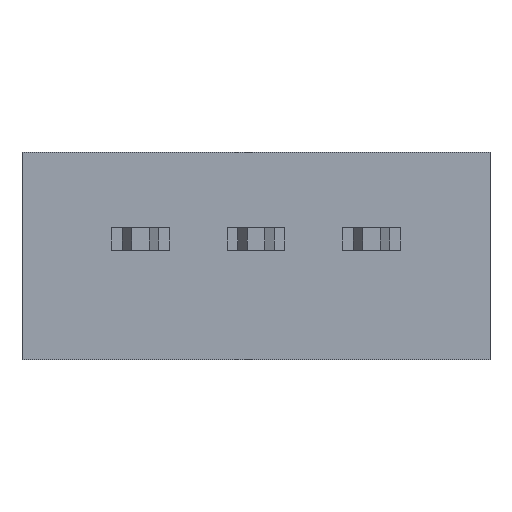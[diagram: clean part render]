
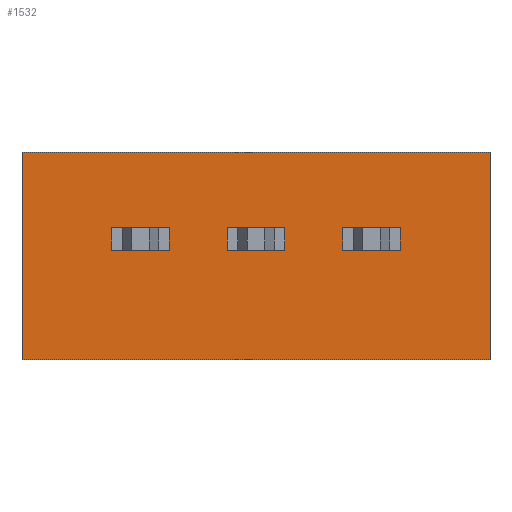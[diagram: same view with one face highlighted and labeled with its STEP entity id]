
A CAD part, front view. The second image highlights one B-rep face of the part: STEP entity #1532.
In plain terms, the highlighted planar face has unit normal (0, -1, 0).
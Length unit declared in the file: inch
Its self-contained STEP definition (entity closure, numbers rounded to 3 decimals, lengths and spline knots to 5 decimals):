
#6 = DIRECTION ( 'NONE',  ( 0., 0., -1. ) ) ;
#28 = VERTEX_POINT ( 'NONE', #893 ) ;
#118 = EDGE_LOOP ( 'NONE', ( #888, #473, #1105, #1153 ) ) ;
#127 = LINE ( 'NONE', #931, #1147 ) ;
#184 = CARTESIAN_POINT ( 'NONE',  ( 0.20275, 0.25, 0.09 ) ) ;
#194 = CARTESIAN_POINT ( 'NONE',  ( -0.20275, 0.25, 0.09 ) ) ;
#200 = EDGE_CURVE ( 'NONE', #28, #1053, #127, .T. ) ;
#201 = PLANE ( 'NONE',  #1069 ) ;
#222 = EDGE_CURVE ( 'NONE', #617, #1053, #819, .T. ) ;
#423 = LINE ( 'NONE', #1282, #1254 ) ;
#450 = FACE_OUTER_BOUND ( 'NONE', #118, .T. ) ;
#473 = ORIENTED_EDGE ( 'NONE', *, *, #200, .F. ) ;
#479 = VECTOR ( 'NONE', #6, 39.37008 ) ;
#543 = DIRECTION ( 'NONE',  ( -1., 0., 0. ) ) ;
#617 = VERTEX_POINT ( 'NONE', #962 ) ;
#623 = CARTESIAN_POINT ( 'NONE',  ( 0.20275, 0.25, 0.09 ) ) ;
#686 = DIRECTION ( 'NONE',  ( 0., 0., -1. ) ) ;
#776 = VERTEX_POINT ( 'NONE', #1213 ) ;
#814 = EDGE_CURVE ( 'NONE', #776, #28, #879, .T. ) ;
#819 = LINE ( 'NONE', #194, #1235 ) ;
#879 = LINE ( 'NONE', #623, #479 ) ;
#888 = ORIENTED_EDGE ( 'NONE', *, *, #222, .T. ) ;
#893 = CARTESIAN_POINT ( 'NONE',  ( 0.20275, 0.25, -0.09 ) ) ;
#908 = DIRECTION ( 'NONE',  ( 0., 1., 0. ) ) ;
#931 = CARTESIAN_POINT ( 'NONE',  ( 0.20275, 0.25, -0.09 ) ) ;
#962 = CARTESIAN_POINT ( 'NONE',  ( -0.20275, 0.25, 0.09 ) ) ;
#1053 = VERTEX_POINT ( 'NONE', #1093 ) ;
#1069 = AXIS2_PLACEMENT_3D ( 'NONE', #184, #908, #1424 ) ;
#1093 = CARTESIAN_POINT ( 'NONE',  ( -0.20275, 0.25, -0.09 ) ) ;
#1105 = ORIENTED_EDGE ( 'NONE', *, *, #814, .F. ) ;
#1147 = VECTOR ( 'NONE', #1403, 39.37008 ) ;
#1153 = ORIENTED_EDGE ( 'NONE', *, *, #1404, .T. ) ;
#1213 = CARTESIAN_POINT ( 'NONE',  ( 0.20275, 0.25, 0.09 ) ) ;
#1235 = VECTOR ( 'NONE', #686, 39.37008 ) ;
#1254 = VECTOR ( 'NONE', #543, 39.37008 ) ;
#1282 = CARTESIAN_POINT ( 'NONE',  ( 0.20275, 0.25, 0.09 ) ) ;
#1403 = DIRECTION ( 'NONE',  ( -1., 0., 0. ) ) ;
#1404 = EDGE_CURVE ( 'NONE', #776, #617, #423, .T. ) ;
#1424 = DIRECTION ( 'NONE',  ( 0., 0., 1. ) ) ;
#1532 = ADVANCED_FACE ( 'NONE', ( #450 ), #201, .F. ) ;
